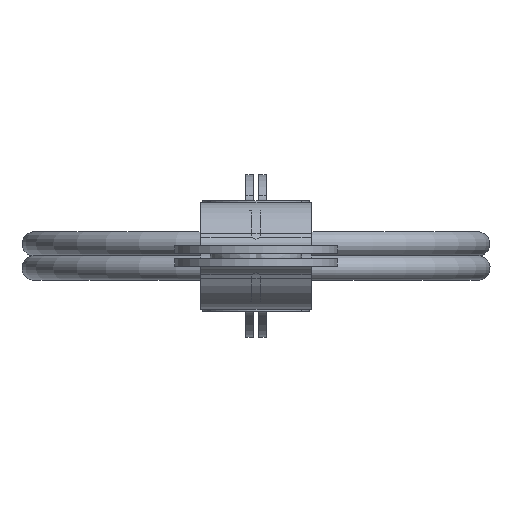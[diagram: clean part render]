
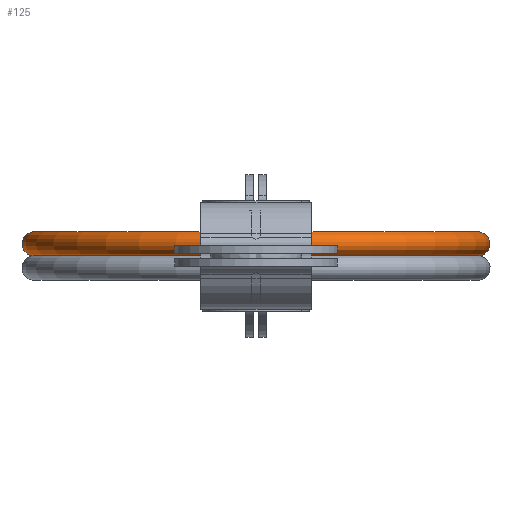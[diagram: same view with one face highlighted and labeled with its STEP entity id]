
A CAD part, left-side view. The second image highlights one B-rep face of the part: STEP entity #125.
In plain terms, the highlighted toroidal (fillet/blend) face has major radius 10.9 mm and minor radius 0.6 mm.
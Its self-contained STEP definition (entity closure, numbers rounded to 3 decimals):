
#125 = ADVANCED_FACE( '', ( #283, #284, #285, #286, #287 ), #288, .T. );
#283 = FACE_BOUND( '', #492, .T. );
#284 = FACE_OUTER_BOUND( '', #493, .T. );
#285 = FACE_BOUND( '', #494, .T. );
#286 = FACE_OUTER_BOUND( '', #495, .T. );
#287 = FACE_BOUND( '', #496, .T. );
#288 = TOROIDAL_SURFACE( '', #497, 10.9, 0.6 );
#492 = VERTEX_LOOP( '', #835 );
#493 = EDGE_LOOP( '', ( #836 ) );
#494 = EDGE_LOOP( '', ( #837, #838, #839, #840 ) );
#495 = EDGE_LOOP( '', ( #841 ) );
#496 = EDGE_LOOP( '', ( #842, #843, #844, #845 ) );
#497 = AXIS2_PLACEMENT_3D( '', #846, #847, #848 );
#835 = VERTEX_POINT( '', #1292 );
#836 = ORIENTED_EDGE( '', *, *, #1293, .T. );
#837 = ORIENTED_EDGE( '', *, *, #1294, .F. );
#838 = ORIENTED_EDGE( '', *, *, #1295, .T. );
#839 = ORIENTED_EDGE( '', *, *, #1296, .F. );
#840 = ORIENTED_EDGE( '', *, *, #1187, .T. );
#841 = ORIENTED_EDGE( '', *, *, #1297, .F. );
#842 = ORIENTED_EDGE( '', *, *, #1288, .F. );
#843 = ORIENTED_EDGE( '', *, *, #1192, .T. );
#844 = ORIENTED_EDGE( '', *, *, #1298, .F. );
#845 = ORIENTED_EDGE( '', *, *, #1299, .T. );
#846 = CARTESIAN_POINT( '', ( 332.8, 0., 0.59 ) );
#847 = DIRECTION( '', ( 0., 0., -1. ) );
#848 = DIRECTION( '', ( -1., 0., 0. ) );
#1187 = EDGE_CURVE( '', #1421, #1419, #1422, .T. );
#1192 = EDGE_CURVE( '', #1430, #1428, #1431, .T. );
#1288 = EDGE_CURVE( '', #1430, #1586, #1589, .T. );
#1292 = CARTESIAN_POINT( '', ( 321.3, 0., 0.59 ) );
#1293 = EDGE_CURVE( '', #1593, #1593, #1594, .T. );
#1294 = EDGE_CURVE( '', #1595, #1419, #1596, .T. );
#1295 = EDGE_CURVE( '', #1595, #1597, #1598, .T. );
#1296 = EDGE_CURVE( '', #1421, #1597, #1599, .T. );
#1297 = EDGE_CURVE( '', #1600, #1600, #1601, .T. );
#1298 = EDGE_CURVE( '', #1602, #1428, #1603, .T. );
#1299 = EDGE_CURVE( '', #1602, #1586, #1604, .T. );
#1419 = VERTEX_POINT( '', #1756 );
#1421 = VERTEX_POINT( '', #1758 );
#1422 = B_SPLINE_CURVE_WITH_KNOTS( '', 3, ( #1759, #1760, #1761, #1762 ), .UNSPECIFIED., .F., .F., ( 4, 4 ), ( 0., 0. ), .UNSPECIFIED. );
#1428 = VERTEX_POINT( '', #1771 );
#1430 = VERTEX_POINT( '', #1773 );
#1431 = B_SPLINE_CURVE_WITH_KNOTS( '', 3, ( #1774, #1775, #1776, #1777 ), .UNSPECIFIED., .F., .F., ( 4, 4 ), ( 0., 0. ), .UNSPECIFIED. );
#1586 = VERTEX_POINT( '', #2013 );
#1589 = B_SPLINE_CURVE_WITH_KNOTS( '', 3, ( #2021, #2022, #2023, #2024, #2025, #2026 ), .UNSPECIFIED., .F., .F., ( 4, 2, 4 ), ( 0.002, 0.002, 0.002 ), .UNSPECIFIED. );
#1593 = VERTEX_POINT( '', #2031 );
#1594 = CIRCLE( '', #2032, 10.791 );
#1595 = VERTEX_POINT( '', #2033 );
#1596 = B_SPLINE_CURVE_WITH_KNOTS( '', 3, ( #2034, #2035, #2036, #2037, #2038, #2039 ), .UNSPECIFIED., .F., .F., ( 4, 2, 4 ), ( 0.002, 0.002, 0.002 ), .UNSPECIFIED. );
#1597 = VERTEX_POINT( '', #2040 );
#1598 = B_SPLINE_CURVE_WITH_KNOTS( '', 3, ( #2041, #2042, #2043, #2044 ), .UNSPECIFIED., .F., .F., ( 4, 4 ), ( 0., 0. ), .UNSPECIFIED. );
#1599 = B_SPLINE_CURVE_WITH_KNOTS( '', 3, ( #2045, #2046, #2047, #2048, #2049, #2050 ), .UNSPECIFIED., .F., .F., ( 4, 2, 4 ), ( 0.001, 0.002, 0.002 ), .UNSPECIFIED. );
#1600 = VERTEX_POINT( '', #2051 );
#1601 = CIRCLE( '', #2052, 11.009 );
#1602 = VERTEX_POINT( '', #2053 );
#1603 = B_SPLINE_CURVE_WITH_KNOTS( '', 3, ( #2054, #2055, #2056, #2057, #2058, #2059 ), .UNSPECIFIED., .F., .F., ( 4, 2, 4 ), ( 0.001, 0.002, 0.002 ), .UNSPECIFIED. );
#1604 = B_SPLINE_CURVE_WITH_KNOTS( '', 3, ( #2060, #2061, #2062, #2063 ), .UNSPECIFIED., .F., .F., ( 4, 4 ), ( 0., 0. ), .UNSPECIFIED. );
#1756 = CARTESIAN_POINT( '', ( 322.472, -0.5, 0.374 ) );
#1758 = CARTESIAN_POINT( '', ( 322.468, -0.13, 0.396 ) );
#1759 = CARTESIAN_POINT( '', ( 322.468, -0.13, 0.396 ) );
#1760 = CARTESIAN_POINT( '', ( 322.469, -0.254, 0.393 ) );
#1761 = CARTESIAN_POINT( '', ( 322.47, -0.377, 0.385 ) );
#1762 = CARTESIAN_POINT( '', ( 322.472, -0.5, 0.374 ) );
#1771 = CARTESIAN_POINT( '', ( 322.253, 0.5, 1.084 ) );
#1773 = CARTESIAN_POINT( '', ( 322.259, 0.13, 1.072 ) );
#1774 = CARTESIAN_POINT( '', ( 322.259, 0.13, 1.072 ) );
#1775 = CARTESIAN_POINT( '', ( 322.258, 0.253, 1.073 ) );
#1776 = CARTESIAN_POINT( '', ( 322.256, 0.377, 1.078 ) );
#1777 = CARTESIAN_POINT( '', ( 322.253, 0.5, 1.084 ) );
#2013 = CARTESIAN_POINT( '', ( 322.468, 0.13, 0.396 ) );
#2021 = CARTESIAN_POINT( '', ( 322.259, 0.13, 1.072 ) );
#2022 = CARTESIAN_POINT( '', ( 322.36, 0.13, 0.997 ) );
#2023 = CARTESIAN_POINT( '', ( 322.436, 0.13, 0.888 ) );
#2024 = CARTESIAN_POINT( '', ( 322.511, 0.13, 0.647 ) );
#2025 = CARTESIAN_POINT( '', ( 322.51, 0.13, 0.516 ) );
#2026 = CARTESIAN_POINT( '', ( 322.468, 0.13, 0.396 ) );
#2031 = CARTESIAN_POINT( '', ( 322.009, 0., 0. ) );
#2032 = AXIS2_PLACEMENT_3D( '', #2458, #2459, #2460 );
#2033 = CARTESIAN_POINT( '', ( 322.253, -0.5, 1.084 ) );
#2034 = CARTESIAN_POINT( '', ( 322.253, -0.5, 1.084 ) );
#2035 = CARTESIAN_POINT( '', ( 322.363, -0.5, 1.008 ) );
#2036 = CARTESIAN_POINT( '', ( 322.446, -0.5, 0.895 ) );
#2037 = CARTESIAN_POINT( '', ( 322.525, -0.5, 0.639 ) );
#2038 = CARTESIAN_POINT( '', ( 322.52, -0.5, 0.499 ) );
#2039 = CARTESIAN_POINT( '', ( 322.472, -0.5, 0.374 ) );
#2040 = CARTESIAN_POINT( '', ( 322.259, -0.13, 1.072 ) );
#2041 = CARTESIAN_POINT( '', ( 322.253, -0.5, 1.084 ) );
#2042 = CARTESIAN_POINT( '', ( 322.256, -0.377, 1.078 ) );
#2043 = CARTESIAN_POINT( '', ( 322.258, -0.253, 1.073 ) );
#2044 = CARTESIAN_POINT( '', ( 322.259, -0.13, 1.072 ) );
#2045 = CARTESIAN_POINT( '', ( 322.468, -0.13, 0.396 ) );
#2046 = CARTESIAN_POINT( '', ( 322.509, -0.13, 0.514 ) );
#2047 = CARTESIAN_POINT( '', ( 322.511, -0.13, 0.648 ) );
#2048 = CARTESIAN_POINT( '', ( 322.437, -0.13, 0.888 ) );
#2049 = CARTESIAN_POINT( '', ( 322.36, -0.13, 0.997 ) );
#2050 = CARTESIAN_POINT( '', ( 322.259, -0.13, 1.072 ) );
#2051 = CARTESIAN_POINT( '', ( 321.791, 0., 0. ) );
#2052 = AXIS2_PLACEMENT_3D( '', #2461, #2462, #2463 );
#2053 = CARTESIAN_POINT( '', ( 322.472, 0.5, 0.374 ) );
#2054 = CARTESIAN_POINT( '', ( 322.472, 0.5, 0.374 ) );
#2055 = CARTESIAN_POINT( '', ( 322.52, 0.5, 0.498 ) );
#2056 = CARTESIAN_POINT( '', ( 322.525, 0.5, 0.64 ) );
#2057 = CARTESIAN_POINT( '', ( 322.446, 0.5, 0.894 ) );
#2058 = CARTESIAN_POINT( '', ( 322.362, 0.5, 1.008 ) );
#2059 = CARTESIAN_POINT( '', ( 322.253, 0.5, 1.084 ) );
#2060 = CARTESIAN_POINT( '', ( 322.472, 0.5, 0.374 ) );
#2061 = CARTESIAN_POINT( '', ( 322.47, 0.377, 0.385 ) );
#2062 = CARTESIAN_POINT( '', ( 322.469, 0.254, 0.393 ) );
#2063 = CARTESIAN_POINT( '', ( 322.468, 0.13, 0.396 ) );
#2458 = CARTESIAN_POINT( '', ( 332.8, 0., 0. ) );
#2459 = DIRECTION( '', ( 0., 0., -1. ) );
#2460 = DIRECTION( '', ( -1., 0., 0. ) );
#2461 = CARTESIAN_POINT( '', ( 332.8, 0., 0. ) );
#2462 = DIRECTION( '', ( 0., 0., -1. ) );
#2463 = DIRECTION( '', ( -1., 0., 0. ) );
